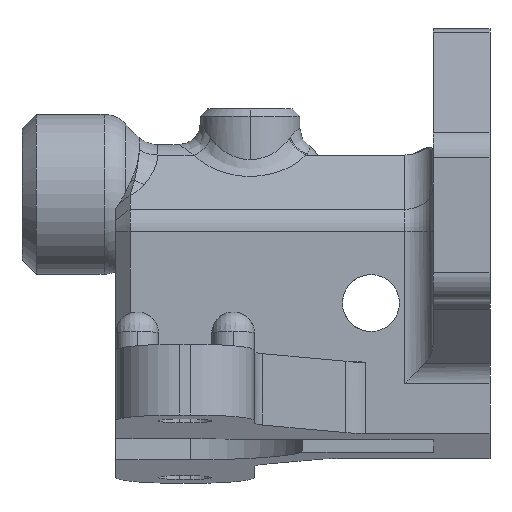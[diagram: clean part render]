
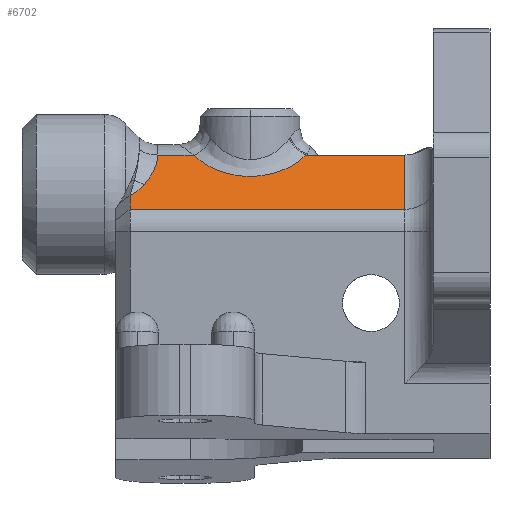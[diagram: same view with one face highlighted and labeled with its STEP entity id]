
A CAD part, left-side view. The second image highlights one B-rep face of the part: STEP entity #6702.
In plain terms, the highlighted planar face has unit normal (-0.615, 0, 0.789).
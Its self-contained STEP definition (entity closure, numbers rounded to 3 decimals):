
#105 = CARTESIAN_POINT ( 'NONE',  ( -4.943, 15.105, 0.586 ) ) ;
#213 = CARTESIAN_POINT ( 'NONE',  ( -2.621, 23.372, 2.395 ) ) ;
#266 = CARTESIAN_POINT ( 'NONE',  ( -3.089, 23.473, 2.031 ) ) ;
#346 = CARTESIAN_POINT ( 'NONE',  ( -2.151, 6., 2.761 ) ) ;
#578 = VECTOR ( 'NONE', #2493, 1000. ) ;
#624 =( BOUNDED_CURVE ( )  B_SPLINE_CURVE ( 3, ( #783, #105, #1410, #6828 ),
 .UNSPECIFIED., .F., .F. ) 
 B_SPLINE_CURVE_WITH_KNOTS ( ( 4, 4 ),
 ( 2.233, 4.051 ),
 .UNSPECIFIED. ) 
 CURVE ( )  GEOMETRIC_REPRESENTATION_ITEM ( )  RATIONAL_B_SPLINE_CURVE ( ( 1., 0.743, 0.743, 1. ) ) 
 REPRESENTATION_ITEM ( '' )  );
#783 = CARTESIAN_POINT ( 'NONE',  ( -2.151, 12.931, 2.761 ) ) ;
#859 = VERTEX_POINT ( 'NONE', #4210 ) ;
#892 = CARTESIAN_POINT ( 'NONE',  ( -5.795, 25.325, -0.078 ) ) ;
#1092 = ORIENTED_EDGE ( 'NONE', *, *, #7054, .F. ) ;
#1113 = ORIENTED_EDGE ( 'NONE', *, *, #8400, .F. ) ;
#1153 = B_SPLINE_CURVE_WITH_KNOTS ( 'NONE', 3,
 ( #7847, #213, #266, #8391, #5420, #5466 ),
 .UNSPECIFIED., .F., .F.,
 ( 4, 2, 4 ),
 ( 0., 0.002, 0.004 ),
 .UNSPECIFIED. ) ;
#1410 = CARTESIAN_POINT ( 'NONE',  ( -4.943, 18.645, 0.586 ) ) ;
#1485 = CARTESIAN_POINT ( 'NONE',  ( -5.795, 25.325, -0.078 ) ) ;
#1808 = CARTESIAN_POINT ( 'NONE',  ( -2.151, 12.931, 2.761 ) ) ;
#1841 = EDGE_CURVE ( 'NONE', #5427, #5436, #3571, .T. ) ;
#1943 = CARTESIAN_POINT ( 'NONE',  ( -7.049, 25.325, -1.054 ) ) ;
#2099 = DIRECTION ( 'NONE',  ( 0., -1., 0. ) ) ;
#2336 = DIRECTION ( 'NONE',  ( 0.789, 0., 0.615 ) ) ;
#2493 = DIRECTION ( 'NONE',  ( 0., -1., 0. ) ) ;
#2654 = ORIENTED_EDGE ( 'NONE', *, *, #6281, .T. ) ;
#2747 = ORIENTED_EDGE ( 'NONE', *, *, #3684, .T. ) ;
#2802 = CARTESIAN_POINT ( 'NONE',  ( -2.151, 12.833, 2.761 ) ) ;
#2889 = VECTOR ( 'NONE', #5278, 1000. ) ;
#2926 = LINE ( 'NONE', #5172, #8214 ) ;
#3176 = ORIENTED_EDGE ( 'NONE', *, *, #1841, .T. ) ;
#3352 = AXIS2_PLACEMENT_3D ( 'NONE', #8277, #8326, #5257 ) ;
#3549 = EDGE_CURVE ( 'NONE', #9499, #5562, #6069, .T. ) ;
#3571 = B_SPLINE_CURVE_WITH_KNOTS ( 'NONE', 3,
 ( #6164, #8980, #4598, #7473, #7571, #892 ),
 .UNSPECIFIED., .F., .F.,
 ( 4, 2, 4 ),
 ( 0., 0.001, 0.002 ),
 .UNSPECIFIED. ) ;
#3684 = EDGE_CURVE ( 'NONE', #859, #5427, #1153, .T. ) ;
#3953 = EDGE_CURVE ( 'NONE', #6099, #5842, #624, .T. ) ;
#4210 = CARTESIAN_POINT ( 'NONE',  ( -2.151, 23.372, 2.761 ) ) ;
#4387 = ORIENTED_EDGE ( 'NONE', *, *, #3953, .T. ) ;
#4598 = CARTESIAN_POINT ( 'NONE',  ( -5.18, 24.594, 0.401 ) ) ;
#4655 = EDGE_CURVE ( 'NONE', #5314, #5562, #2926, .T. ) ;
#4879 = CARTESIAN_POINT ( 'NONE',  ( -7.82, 25.325, -1.655 ) ) ;
#5172 = CARTESIAN_POINT ( 'NONE',  ( -2.151, 6., 2.761 ) ) ;
#5181 = CARTESIAN_POINT ( 'NONE',  ( -2.151, 37.316, 2.761 ) ) ;
#5257 = DIRECTION ( 'NONE',  ( -0.789, 0., -0.615 ) ) ;
#5270 = VECTOR ( 'NONE', #7759, 1000. ) ;
#5278 = DIRECTION ( 'NONE',  ( 0., -1., 0. ) ) ;
#5287 = CARTESIAN_POINT ( 'NONE',  ( -2.151, 20.819, 2.761 ) ) ;
#5314 = VERTEX_POINT ( 'NONE', #7145 ) ;
#5355 = PLANE ( 'NONE',  #3352 ) ;
#5414 = DIRECTION ( 'NONE',  ( 0., -1., 0. ) ) ;
#5418 = LINE ( 'NONE', #4879, #5270 ) ;
#5420 = CARTESIAN_POINT ( 'NONE',  ( -4.4, 24.051, 1.009 ) ) ;
#5427 = VERTEX_POINT ( 'NONE', #7342 ) ;
#5436 = VERTEX_POINT ( 'NONE', #1485 ) ;
#5466 = CARTESIAN_POINT ( 'NONE',  ( -4.814, 24.325, 0.687 ) ) ;
#5562 = VERTEX_POINT ( 'NONE', #346 ) ;
#5729 = LINE ( 'NONE', #8152, #9657 ) ;
#5842 = VERTEX_POINT ( 'NONE', #5287 ) ;
#6068 = EDGE_LOOP ( 'NONE', ( #1113, #4387, #1092, #2747, #3176, #8535, #2654, #9348, #6613 ) ) ;
#6069 = LINE ( 'NONE', #5181, #2889 ) ;
#6099 = VERTEX_POINT ( 'NONE', #1808 ) ;
#6133 = VECTOR ( 'NONE', #5414, 1000. ) ;
#6164 = CARTESIAN_POINT ( 'NONE',  ( -4.814, 24.325, 0.687 ) ) ;
#6214 = LINE ( 'NONE', #7525, #578 ) ;
#6281 = EDGE_CURVE ( 'NONE', #8605, #5314, #9532, .T. ) ;
#6613 = ORIENTED_EDGE ( 'NONE', *, *, #3549, .F. ) ;
#6702 = ADVANCED_FACE ( 'NONE', ( #8127 ), #5355, .F. ) ;
#6828 = CARTESIAN_POINT ( 'NONE',  ( -2.151, 20.819, 2.761 ) ) ;
#7054 = EDGE_CURVE ( 'NONE', #859, #5842, #6214, .T. ) ;
#7145 = CARTESIAN_POINT ( 'NONE',  ( -7.049, 6., -1.054 ) ) ;
#7342 = CARTESIAN_POINT ( 'NONE',  ( -4.814, 24.325, 0.687 ) ) ;
#7473 = CARTESIAN_POINT ( 'NONE',  ( -5.51, 24.926, 0.144 ) ) ;
#7525 = CARTESIAN_POINT ( 'NONE',  ( -2.151, 37.316, 2.761 ) ) ;
#7571 = CARTESIAN_POINT ( 'NONE',  ( -5.664, 25.116, 0.025 ) ) ;
#7683 = EDGE_CURVE ( 'NONE', #5436, #8605, #5418, .T. ) ;
#7759 = DIRECTION ( 'NONE',  ( -0.789, 0., -0.615 ) ) ;
#7847 = CARTESIAN_POINT ( 'NONE',  ( -2.151, 23.372, 2.761 ) ) ;
#8127 = FACE_OUTER_BOUND ( 'NONE', #6068, .T. ) ;
#8152 = CARTESIAN_POINT ( 'NONE',  ( -2.151, 37.316, 2.761 ) ) ;
#8214 = VECTOR ( 'NONE', #2336, 1000. ) ;
#8243 = CARTESIAN_POINT ( 'NONE',  ( -7.049, 4., -1.054 ) ) ;
#8277 = CARTESIAN_POINT ( 'NONE',  ( -7.82, 37.316, -1.655 ) ) ;
#8326 = DIRECTION ( 'NONE',  ( 0.615, 0., -0.789 ) ) ;
#8391 = CARTESIAN_POINT ( 'NONE',  ( -3.975, 23.814, 1.34 ) ) ;
#8400 = EDGE_CURVE ( 'NONE', #6099, #9499, #5729, .T. ) ;
#8535 = ORIENTED_EDGE ( 'NONE', *, *, #7683, .T. ) ;
#8605 = VERTEX_POINT ( 'NONE', #1943 ) ;
#8980 = CARTESIAN_POINT ( 'NONE',  ( -5.003, 24.45, 0.54 ) ) ;
#9348 = ORIENTED_EDGE ( 'NONE', *, *, #4655, .T. ) ;
#9499 = VERTEX_POINT ( 'NONE', #2802 ) ;
#9532 = LINE ( 'NONE', #8243, #6133 ) ;
#9657 = VECTOR ( 'NONE', #2099, 1000. ) ;
